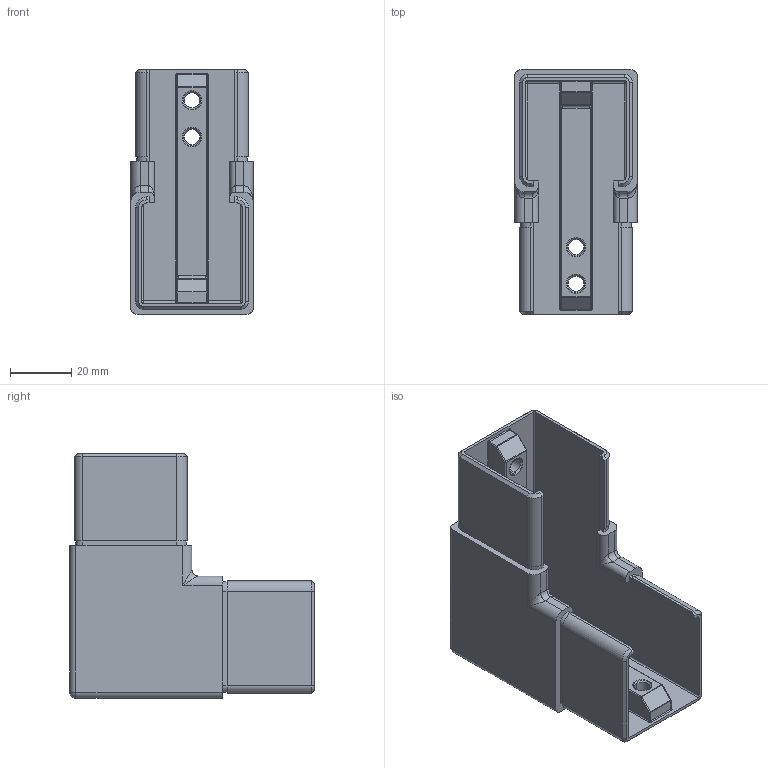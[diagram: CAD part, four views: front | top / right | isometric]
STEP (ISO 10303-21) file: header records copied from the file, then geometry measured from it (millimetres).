
FILE_DESCRIPTION (( 'STEP AP203' ), '1' );
FILE_NAME ('A14_6303-040.STEP', '2023-01-31T12:38:14', ( '' ), ( '' ), 'SwSTEP 2.0', 'SolidWorks 2019', '' );
FILE_SCHEMA (( 'CONFIG_CONTROL_DESIGN' ));
Length unit declared in the file: millimetre
Products named in the file (1): A14_6303-040
Bounding box: 40 x 80 x 80 mm (x, y, z)
Volume: 52189.4 mm3; surface area: 32672.3 mm2
Topology: 1 solids, 1 shells, 196 faces, 506 edges, 298 vertices
Faces by surface type: cylinder 74, plane 66, torus 20, cone 16, bspline 10, sphere 10
Entity records: 6937 total; most frequent: CARTESIAN_POINT 2135, DIRECTION 1028, ORIENTED_EDGE 984, EDGE_CURVE 492, AXIS2_PLACEMENT_3D 377, VERTEX_POINT 298, LINE 274, VECTOR 274
